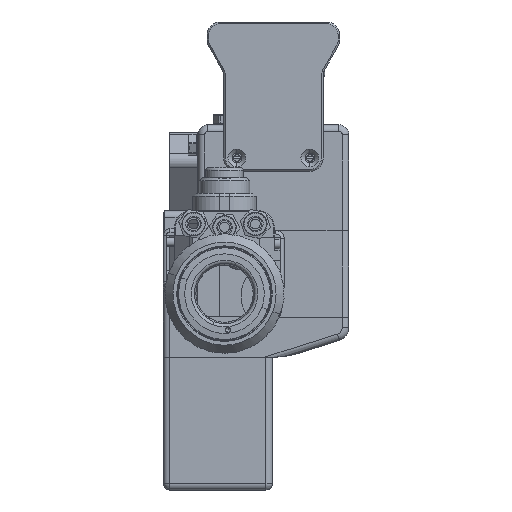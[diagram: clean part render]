
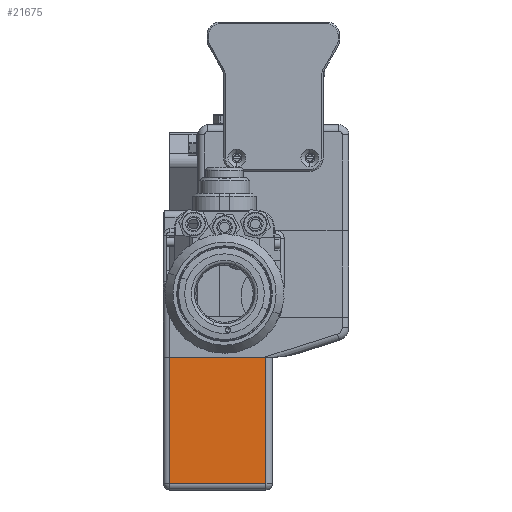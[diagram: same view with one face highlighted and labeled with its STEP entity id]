
A CAD part, front view. The second image highlights one B-rep face of the part: STEP entity #21675.
In plain terms, the highlighted planar face has unit normal (0, -1, 0).
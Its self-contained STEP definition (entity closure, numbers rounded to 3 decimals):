
#1108 = ORIENTED_EDGE ( 'NONE', *, *, #4138, .T. ) ;
#1540 = EDGE_CURVE ( 'NONE', #10591, #26465, #11614, .T. ) ;
#3197 = VECTOR ( 'NONE', #15037, 1000. ) ;
#4138 = EDGE_CURVE ( 'NONE', #22057, #10591, #5218, .T. ) ;
#4774 = ORIENTED_EDGE ( 'NONE', *, *, #15597, .T. ) ;
#5218 = LINE ( 'NONE', #19533, #31050 ) ;
#5618 = DIRECTION ( 'NONE',  ( 0., 0., 1. ) ) ;
#5748 = VECTOR ( 'NONE', #28058, 1000. ) ;
#7343 = CARTESIAN_POINT ( 'NONE',  ( -3., -28.2, 53.8 ) ) ;
#10591 = VERTEX_POINT ( 'NONE', #7343 ) ;
#10929 = AXIS2_PLACEMENT_3D ( 'NONE', #33943, #16706, #16839 ) ;
#10995 = LINE ( 'NONE', #21082, #17261 ) ;
#11476 = LINE ( 'NONE', #28185, #5748 ) ;
#11614 = LINE ( 'NONE', #33307, #3197 ) ;
#14329 = VERTEX_POINT ( 'NONE', #29734 ) ;
#15037 = DIRECTION ( 'NONE',  ( -1., 0., 0. ) ) ;
#15597 = EDGE_CURVE ( 'NONE', #26465, #14329, #10995, .T. ) ;
#15649 = CARTESIAN_POINT ( 'NONE',  ( -32., -28.2, 53.8 ) ) ;
#16295 = EDGE_CURVE ( 'NONE', #14329, #22057, #11476, .T. ) ;
#16706 = DIRECTION ( 'NONE',  ( 0., 1., 0. ) ) ;
#16839 = DIRECTION ( 'NONE',  ( 1., 0., 0. ) ) ;
#17261 = VECTOR ( 'NONE', #21320, 1000. ) ;
#19269 = FACE_OUTER_BOUND ( 'NONE', #29990, .T. ) ;
#19533 = CARTESIAN_POINT ( 'NONE',  ( -3., -28.2, 13.8 ) ) ;
#21082 = CARTESIAN_POINT ( 'NONE',  ( -32., -28.2, 13.8 ) ) ;
#21320 = DIRECTION ( 'NONE',  ( 0., 0., -1. ) ) ;
#21675 = ADVANCED_FACE ( 'NONE', ( #19269 ), #33441, .F. ) ;
#22057 = VERTEX_POINT ( 'NONE', #27884 ) ;
#26465 = VERTEX_POINT ( 'NONE', #15649 ) ;
#27884 = CARTESIAN_POINT ( 'NONE',  ( -3., -28.2, 15.8 ) ) ;
#28058 = DIRECTION ( 'NONE',  ( 1., 0., 0. ) ) ;
#28185 = CARTESIAN_POINT ( 'NONE',  ( -1., -28.2, 15.8 ) ) ;
#29322 = ORIENTED_EDGE ( 'NONE', *, *, #16295, .T. ) ;
#29734 = CARTESIAN_POINT ( 'NONE',  ( -32., -28.2, 15.8 ) ) ;
#29990 = EDGE_LOOP ( 'NONE', ( #35451, #4774, #29322, #1108 ) ) ;
#31050 = VECTOR ( 'NONE', #5618, 1000. ) ;
#33307 = CARTESIAN_POINT ( 'NONE',  ( -1., -28.2, 53.8 ) ) ;
#33441 = PLANE ( 'NONE',  #10929 ) ;
#33943 = CARTESIAN_POINT ( 'NONE',  ( -1., -28.2, 13.8 ) ) ;
#35451 = ORIENTED_EDGE ( 'NONE', *, *, #1540, .T. ) ;
